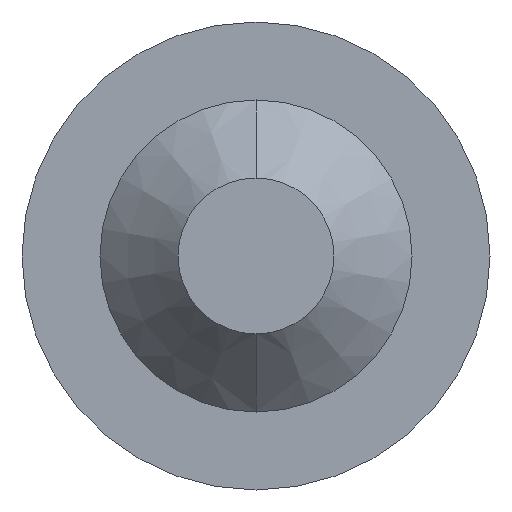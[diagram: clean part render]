
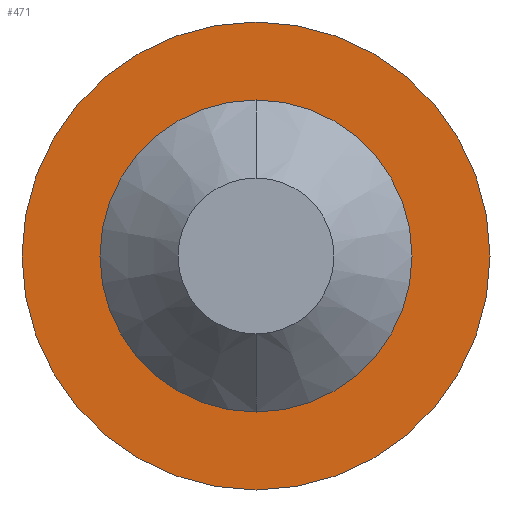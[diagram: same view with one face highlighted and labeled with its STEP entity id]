
A CAD part, front view. The second image highlights one B-rep face of the part: STEP entity #471.
In plain terms, the highlighted planar face has unit normal (0, -1, 0).
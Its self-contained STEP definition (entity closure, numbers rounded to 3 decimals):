
#4 = CARTESIAN_POINT ( 'NONE',  ( 0., 0., -1.5 ) ) ;
#63 = CIRCLE ( 'NONE', #276, 1.5 ) ;
#127 = EDGE_CURVE ( 'NONE', #331, #371, #649, .T. ) ;
#131 = CARTESIAN_POINT ( 'NONE',  ( 0., 0., 1.5 ) ) ;
#142 = CIRCLE ( 'NONE', #470, 1. ) ;
#150 = ORIENTED_EDGE ( 'NONE', *, *, #706, .T. ) ;
#194 = DIRECTION ( 'NONE',  ( 0., -1., 0. ) ) ;
#228 = DIRECTION ( 'NONE',  ( 0., -1., 0. ) ) ;
#233 = FACE_BOUND ( 'NONE', #282, .T. ) ;
#254 = DIRECTION ( 'NONE',  ( 0., 0., -1. ) ) ;
#261 = PLANE ( 'NONE',  #591 ) ;
#276 = AXIS2_PLACEMENT_3D ( 'NONE', #404, #565, #512 ) ;
#282 = EDGE_LOOP ( 'NONE', ( #150, #355 ) ) ;
#302 = ORIENTED_EDGE ( 'NONE', *, *, #426, .T. ) ;
#331 = VERTEX_POINT ( 'NONE', #131 ) ;
#337 = DIRECTION ( 'NONE',  ( 0., 0., -1. ) ) ;
#355 = ORIENTED_EDGE ( 'NONE', *, *, #714, .T. ) ;
#366 = ORIENTED_EDGE ( 'NONE', *, *, #127, .T. ) ;
#371 = VERTEX_POINT ( 'NONE', #4 ) ;
#380 = CARTESIAN_POINT ( 'NONE',  ( 0., 0., 0. ) ) ;
#404 = CARTESIAN_POINT ( 'NONE',  ( 0., 0., 0. ) ) ;
#419 = CARTESIAN_POINT ( 'NONE',  ( 0., 0., 1. ) ) ;
#426 = EDGE_CURVE ( 'NONE', #371, #331, #63, .T. ) ;
#427 = FACE_OUTER_BOUND ( 'NONE', #467, .T. ) ;
#429 = DIRECTION ( 'NONE',  ( 0., 1., 0. ) ) ;
#437 = AXIS2_PLACEMENT_3D ( 'NONE', #539, #228, #337 ) ;
#456 = CARTESIAN_POINT ( 'NONE',  ( 0., 0., 0. ) ) ;
#467 = EDGE_LOOP ( 'NONE', ( #302, #366 ) ) ;
#470 = AXIS2_PLACEMENT_3D ( 'NONE', #546, #696, #486 ) ;
#471 = ADVANCED_FACE ( 'NONE', ( #233, #427 ), #261, .T. ) ;
#482 = DIRECTION ( 'NONE',  ( 0., 0., 1. ) ) ;
#486 = DIRECTION ( 'NONE',  ( 0., 0., 1. ) ) ;
#493 = VERTEX_POINT ( 'NONE', #514 ) ;
#495 = AXIS2_PLACEMENT_3D ( 'NONE', #380, #429, #482 ) ;
#512 = DIRECTION ( 'NONE',  ( 0., 0., -1. ) ) ;
#514 = CARTESIAN_POINT ( 'NONE',  ( 0., 0., -1. ) ) ;
#526 = CIRCLE ( 'NONE', #495, 1. ) ;
#539 = CARTESIAN_POINT ( 'NONE',  ( 0., 0., 0. ) ) ;
#546 = CARTESIAN_POINT ( 'NONE',  ( 0., 0., 0. ) ) ;
#565 = DIRECTION ( 'NONE',  ( 0., -1., 0. ) ) ;
#591 = AXIS2_PLACEMENT_3D ( 'NONE', #456, #194, #254 ) ;
#617 = VERTEX_POINT ( 'NONE', #419 ) ;
#649 = CIRCLE ( 'NONE', #437, 1.5 ) ;
#696 = DIRECTION ( 'NONE',  ( 0., 1., 0. ) ) ;
#706 = EDGE_CURVE ( 'NONE', #617, #493, #526, .T. ) ;
#714 = EDGE_CURVE ( 'NONE', #493, #617, #142, .T. ) ;
